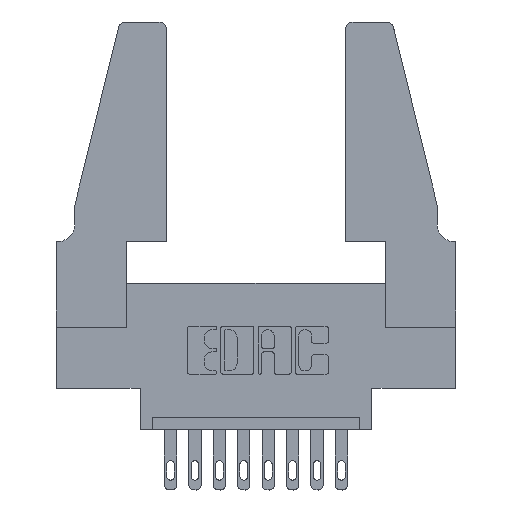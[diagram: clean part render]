
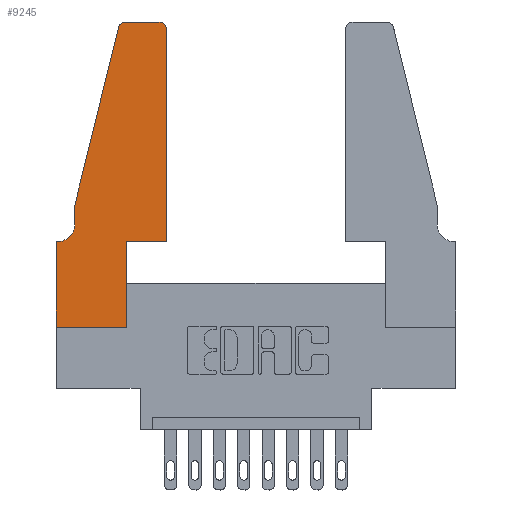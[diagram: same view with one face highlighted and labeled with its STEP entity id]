
A CAD part, top view. The second image highlights one B-rep face of the part: STEP entity #9245.
In plain terms, the highlighted planar face has unit normal (0, 0, 1).
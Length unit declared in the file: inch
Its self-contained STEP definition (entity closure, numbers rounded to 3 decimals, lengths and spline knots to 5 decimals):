
#436 = ORIENTED_EDGE ( 'NONE', *, *, #9733, .T. ) ;
#626 = DIRECTION ( 'NONE',  ( 1., 0., 0. ) ) ;
#660 = CARTESIAN_POINT ( 'NONE',  ( 0.4205, 1.25, 0.37 ) ) ;
#757 = CARTESIAN_POINT ( 'NONE',  ( 0., 0., 0.37 ) ) ;
#758 = VERTEX_POINT ( 'NONE', #3203 ) ;
#1036 = ORIENTED_EDGE ( 'NONE', *, *, #1909, .T. ) ;
#1183 = DIRECTION ( 'NONE',  ( -1., 0., 0. ) ) ;
#1191 = DIRECTION ( 'NONE',  ( 0., -1., 0. ) ) ;
#1218 = VERTEX_POINT ( 'NONE', #1706 ) ;
#1410 = CARTESIAN_POINT ( 'NONE',  ( 0.0755, 0.5, 0.37 ) ) ;
#1439 = CARTESIAN_POINT ( 'NONE',  ( 0., 0., 0.37 ) ) ;
#1484 = CARTESIAN_POINT ( 'NONE',  ( 0.4205, 1.22, 0.37 ) ) ;
#1490 = EDGE_CURVE ( 'NONE', #5065, #9063, #10766, .T. ) ;
#1665 = DIRECTION ( 'NONE',  ( -0.239, -0.971, 0. ) ) ;
#1667 = DIRECTION ( 'NONE',  ( 0., 0., 1. ) ) ;
#1697 = LINE ( 'NONE', #10458, #10105 ) ;
#1706 = CARTESIAN_POINT ( 'NONE',  ( 0.2865, 0.35, 0.37 ) ) ;
#1780 = CARTESIAN_POINT ( 'NONE',  ( 0.4505, 0.35, 0.37 ) ) ;
#1909 = EDGE_CURVE ( 'NONE', #3195, #758, #9211, .T. ) ;
#2084 = EDGE_CURVE ( 'NONE', #5883, #8175, #3594, .T. ) ;
#2193 = CARTESIAN_POINT ( 'NONE',  ( 0.284, 1.25, 0.37 ) ) ;
#2306 = CARTESIAN_POINT ( 'NONE',  ( 0.2865, 0., 0.37 ) ) ;
#2351 = CARTESIAN_POINT ( 'NONE',  ( 0.2865, 0.35, 0.37 ) ) ;
#2356 = VERTEX_POINT ( 'NONE', #5989 ) ;
#2675 = DIRECTION ( 'NONE',  ( 1., 0., 0. ) ) ;
#2684 = VECTOR ( 'NONE', #5212, 39.37008 ) ;
#3188 = CARTESIAN_POINT ( 'NONE',  ( 0.4505, 0.35, 0.37 ) ) ;
#3195 = VERTEX_POINT ( 'NONE', #11599 ) ;
#3203 = CARTESIAN_POINT ( 'NONE',  ( 0.0055, 0.35, 0.37 ) ) ;
#3347 = CARTESIAN_POINT ( 'NONE',  ( 0., 0.35, 0.37 ) ) ;
#3588 = EDGE_CURVE ( 'NONE', #8151, #2356, #5413, .T. ) ;
#3594 = LINE ( 'NONE', #4674, #10757 ) ;
#3808 = ORIENTED_EDGE ( 'NONE', *, *, #9699, .T. ) ;
#4280 = VECTOR ( 'NONE', #10152, 39.37008 ) ;
#4674 = CARTESIAN_POINT ( 'NONE',  ( 0.0755, 0.5, 0.37 ) ) ;
#5065 = VERTEX_POINT ( 'NONE', #660 ) ;
#5083 = ORIENTED_EDGE ( 'NONE', *, *, #1490, .T. ) ;
#5123 = FACE_OUTER_BOUND ( 'NONE', #10528, .T. ) ;
#5212 = DIRECTION ( 'NONE',  ( 0., 1., 0. ) ) ;
#5227 = VECTOR ( 'NONE', #1191, 39.37008 ) ;
#5321 = EDGE_CURVE ( 'NONE', #1218, #6525, #10209, .T. ) ;
#5361 = LINE ( 'NONE', #9711, #6269 ) ;
#5386 = VERTEX_POINT ( 'NONE', #6492 ) ;
#5401 = DIRECTION ( 'NONE',  ( 0., 0., 1. ) ) ;
#5413 = LINE ( 'NONE', #757, #8062 ) ;
#5441 = DIRECTION ( 'NONE',  ( 1., 0., 0. ) ) ;
#5670 = AXIS2_PLACEMENT_3D ( 'NONE', #8606, #9590, #626 ) ;
#5829 = LINE ( 'NONE', #12226, #5227 ) ;
#5883 = VERTEX_POINT ( 'NONE', #11553 ) ;
#5989 = CARTESIAN_POINT ( 'NONE',  ( 0., 0., 0.37 ) ) ;
#6231 = EDGE_CURVE ( 'NONE', #758, #8151, #5361, .T. ) ;
#6269 = VECTOR ( 'NONE', #10714, 39.37008 ) ;
#6492 = CARTESIAN_POINT ( 'NONE',  ( 0.4505, 1.22, 0.37 ) ) ;
#6525 = VERTEX_POINT ( 'NONE', #1780 ) ;
#6964 = VECTOR ( 'NONE', #5441, 39.37008 ) ;
#7115 = CARTESIAN_POINT ( 'NONE',  ( 0.2605, 1.25, 0.37 ) ) ;
#7178 = AXIS2_PLACEMENT_3D ( 'NONE', #8911, #9900, #9859 ) ;
#7309 = EDGE_CURVE ( 'NONE', #10775, #1218, #10334, .T. ) ;
#7462 = ORIENTED_EDGE ( 'NONE', *, *, #5321, .T. ) ;
#7477 = ORIENTED_EDGE ( 'NONE', *, *, #12158, .T. ) ;
#7540 = ORIENTED_EDGE ( 'NONE', *, *, #7309, .T. ) ;
#7640 = CARTESIAN_POINT ( 'NONE',  ( 0., 0.35, 0.37 ) ) ;
#7769 = LINE ( 'NONE', #1439, #6964 ) ;
#7773 = ORIENTED_EDGE ( 'NONE', *, *, #6231, .T. ) ;
#7916 = AXIS2_PLACEMENT_3D ( 'NONE', #7640, #1667, #2675 ) ;
#8062 = VECTOR ( 'NONE', #12634, 39.37008 ) ;
#8151 = VERTEX_POINT ( 'NONE', #3347 ) ;
#8175 = VERTEX_POINT ( 'NONE', #1410 ) ;
#8324 = DIRECTION ( 'NONE',  ( 1., 0., 0. ) ) ;
#8472 = ORIENTED_EDGE ( 'NONE', *, *, #2084, .T. ) ;
#8501 = CIRCLE ( 'NONE', #11722, 0.03 ) ;
#8606 = CARTESIAN_POINT ( 'NONE',  ( 0.284, 1.22, 0.37 ) ) ;
#8610 = VECTOR ( 'NONE', #1183, 39.37008 ) ;
#8802 = ORIENTED_EDGE ( 'NONE', *, *, #11880, .T. ) ;
#8911 = CARTESIAN_POINT ( 'NONE',  ( 0.0055, 0.42, 0.37 ) ) ;
#9063 = VERTEX_POINT ( 'NONE', #2193 ) ;
#9211 = CIRCLE ( 'NONE', #7178, 0.07 ) ;
#9245 = ADVANCED_FACE ( 'NONE', ( #5123 ), #11628, .T. ) ;
#9590 = DIRECTION ( 'NONE',  ( 0., 0., 1. ) ) ;
#9699 = EDGE_CURVE ( 'NONE', #2356, #10775, #7769, .T. ) ;
#9711 = CARTESIAN_POINT ( 'NONE',  ( 0.0755, 0.35, 0.37 ) ) ;
#9733 = EDGE_CURVE ( 'NONE', #6525, #5386, #1697, .T. ) ;
#9859 = DIRECTION ( 'NONE',  ( -1., 0., 0. ) ) ;
#9900 = DIRECTION ( 'NONE',  ( 0., 0., -1. ) ) ;
#9905 = CIRCLE ( 'NONE', #5670, 0.03 ) ;
#10105 = VECTOR ( 'NONE', #10693, 39.37008 ) ;
#10152 = DIRECTION ( 'NONE',  ( 1., 0., 0. ) ) ;
#10209 = LINE ( 'NONE', #3188, #4280 ) ;
#10334 = LINE ( 'NONE', #2351, #2684 ) ;
#10458 = CARTESIAN_POINT ( 'NONE',  ( 0.4505, 0.35, 0.37 ) ) ;
#10528 = EDGE_LOOP ( 'NONE', ( #5083, #8802, #8472, #7477, #1036, #7773, #11073, #3808, #7540, #7462, #436, #12164 ) ) ;
#10693 = DIRECTION ( 'NONE',  ( 0., 1., 0. ) ) ;
#10714 = DIRECTION ( 'NONE',  ( -1., 0., 0. ) ) ;
#10757 = VECTOR ( 'NONE', #1665, 39.37008 ) ;
#10766 = LINE ( 'NONE', #7115, #8610 ) ;
#10775 = VERTEX_POINT ( 'NONE', #2306 ) ;
#11073 = ORIENTED_EDGE ( 'NONE', *, *, #3588, .T. ) ;
#11553 = CARTESIAN_POINT ( 'NONE',  ( 0.25487, 1.22718, 0.37 ) ) ;
#11599 = CARTESIAN_POINT ( 'NONE',  ( 0.0755, 0.42, 0.37 ) ) ;
#11628 = PLANE ( 'NONE',  #7916 ) ;
#11722 = AXIS2_PLACEMENT_3D ( 'NONE', #1484, #5401, #8324 ) ;
#11880 = EDGE_CURVE ( 'NONE', #9063, #5883, #9905, .T. ) ;
#12158 = EDGE_CURVE ( 'NONE', #8175, #3195, #5829, .T. ) ;
#12164 = ORIENTED_EDGE ( 'NONE', *, *, #12334, .T. ) ;
#12226 = CARTESIAN_POINT ( 'NONE',  ( 0.0755, 0.5, 0.37 ) ) ;
#12334 = EDGE_CURVE ( 'NONE', #5386, #5065, #8501, .T. ) ;
#12634 = DIRECTION ( 'NONE',  ( 0., -1., 0. ) ) ;
